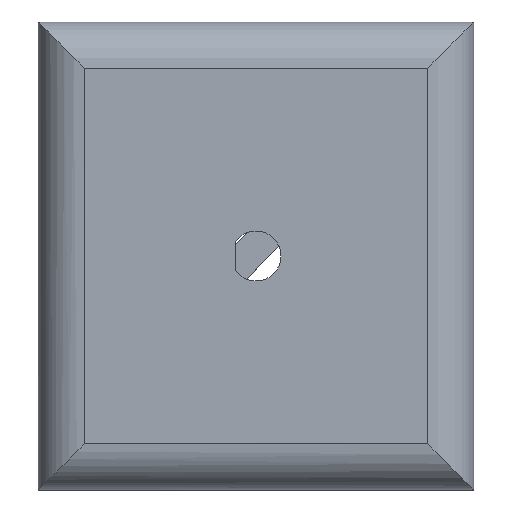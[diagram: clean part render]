
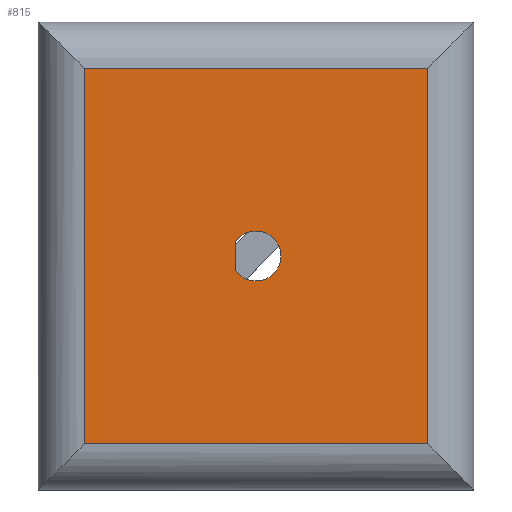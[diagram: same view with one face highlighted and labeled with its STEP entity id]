
A CAD part, front view. The second image highlights one B-rep face of the part: STEP entity #815.
In plain terms, the highlighted planar face has unit normal (0, -1, 0).
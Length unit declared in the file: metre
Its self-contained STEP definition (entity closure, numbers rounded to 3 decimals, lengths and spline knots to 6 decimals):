
#105=LINE('',#1312,#197);
#106=LINE('',#1315,#198);
#107=LINE('',#1317,#199);
#108=LINE('',#1319,#200);
#109=LINE('',#1323,#201);
#197=VECTOR('',#1070,1.);
#198=VECTOR('',#1071,1.);
#199=VECTOR('',#1072,1.);
#200=VECTOR('',#1073,1.);
#201=VECTOR('',#1076,1.);
#374=ORIENTED_EDGE('',*,*,#528,.T.);
#375=ORIENTED_EDGE('',*,*,#529,.T.);
#376=ORIENTED_EDGE('',*,*,#530,.T.);
#377=ORIENTED_EDGE('',*,*,#531,.T.);
#378=ORIENTED_EDGE('',*,*,#532,.F.);
#379=ORIENTED_EDGE('',*,*,#533,.F.);
#528=EDGE_CURVE('',#616,#617,#105,.T.);
#529=EDGE_CURVE('',#617,#618,#106,.F.);
#530=EDGE_CURVE('',#618,#619,#107,.F.);
#531=EDGE_CURVE('',#619,#616,#108,.T.);
#532=EDGE_CURVE('',#620,#621,#637,.T.);
#533=EDGE_CURVE('',#621,#620,#109,.T.);
#616=VERTEX_POINT('',#1313);
#617=VERTEX_POINT('',#1314);
#618=VERTEX_POINT('',#1316);
#619=VERTEX_POINT('',#1318);
#620=VERTEX_POINT('',#1321);
#621=VERTEX_POINT('',#1322);
#637=CIRCLE('',#886,0.0027);
#682=EDGE_LOOP('',(#374,#375,#376,#377));
#683=EDGE_LOOP('',(#378,#379));
#742=FACE_BOUND('',#682,.T.);
#743=FACE_BOUND('',#683,.T.);
#780=PLANE('',#885);
#815=ADVANCED_FACE('',(#742,#743),#780,.T.);
#885=AXIS2_PLACEMENT_3D('',#1311,#1068,#1069);
#886=AXIS2_PLACEMENT_3D('',#1320,#1074,#1075);
#1068=DIRECTION('',(0.,-1.,0.));
#1069=DIRECTION('',(1.,0.,0.));
#1070=DIRECTION('',(0.,0.,-1.));
#1071=DIRECTION('',(-1.,0.,0.));
#1072=DIRECTION('',(0.,0.,-1.));
#1073=DIRECTION('',(-1.,0.,0.));
#1074=DIRECTION('',(0.,-1.,0.));
#1075=DIRECTION('',(1.,0.,0.));
#1076=DIRECTION('',(0.,0.,-1.));
#1311=CARTESIAN_POINT('',(-0.01175,-0.0365,0.002));
#1312=CARTESIAN_POINT('',(-0.0185,-0.0365,0.));
#1313=CARTESIAN_POINT('',(-0.0185,-0.0365,0.0455));
#1314=CARTESIAN_POINT('',(-0.0185,-0.0365,0.005));
#1315=CARTESIAN_POINT('',(0.0235,-0.0365,0.005));
#1316=CARTESIAN_POINT('',(0.0185,-0.0365,0.005));
#1317=CARTESIAN_POINT('',(0.0185,-0.0365,0.0505));
#1318=CARTESIAN_POINT('',(0.0185,-0.0365,0.0455));
#1319=CARTESIAN_POINT('',(-0.01175,-0.0365,0.0455));
#1320=CARTESIAN_POINT('',(0.,-0.0365,0.02525));
#1321=CARTESIAN_POINT('',(-0.0022,-0.0365,0.023685));
#1322=CARTESIAN_POINT('',(-0.0022,-0.0365,0.026815));
#1323=CARTESIAN_POINT('',(-0.0022,-0.0365,0.02525));
